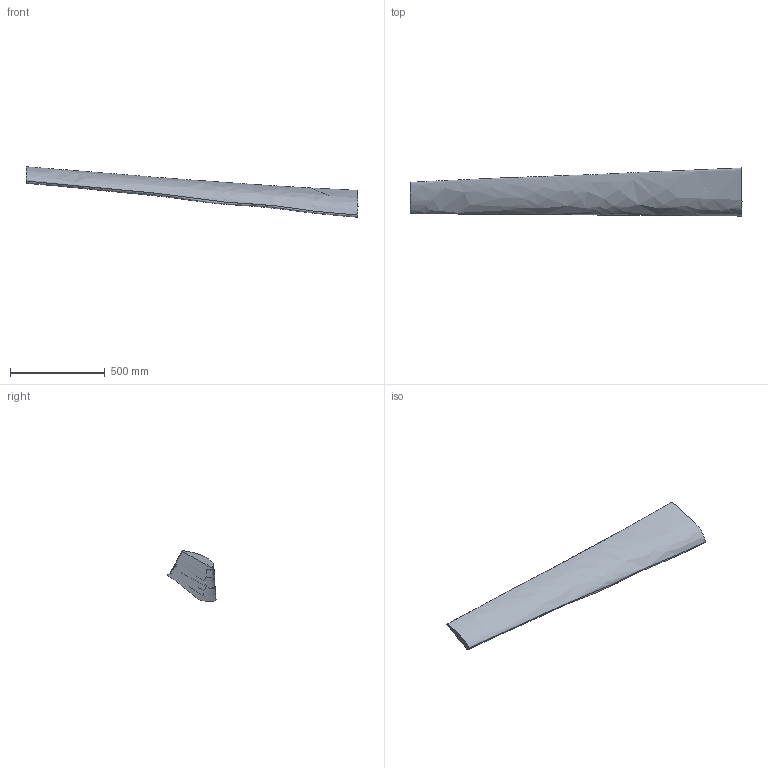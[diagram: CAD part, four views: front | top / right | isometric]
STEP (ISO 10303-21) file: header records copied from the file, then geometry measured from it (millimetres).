
FILE_DESCRIPTION (( 'STEP AP203' ), '1' );
FILE_NAME ('Filled - BLADE.STEP', '2016-06-08T12:38:27', ( 'A' ), ( 'Microsoft' ), 'SwSTEP 2.0', 'SolidWorks 2016', '' );
FILE_SCHEMA (( 'CONFIG_CONTROL_DESIGN' ));
Length unit declared in the file: millimetre
Products named in the file (1): Filled - BLADE
Bounding box: 1750.21 x 253.17 x 265.89 mm (x, y, z)
Volume: 15978434.9 mm3; surface area: 884637.7 mm2
Topology: 1 solids, 1 shells, 4 faces, 6 edges, 4 vertices
Faces by surface type: bspline 4
Entity records: 11285 total; most frequent: CARTESIAN_POINT 11157, ORIENTED_EDGE 12, PERSON_AND_ORGANIZATION 8, EDGE_CURVE 6, B_SPLINE_CURVE_WITH_KNOTS 6, CALENDAR_DATE 5, PERSON_AND_ORGANIZATION_ROLE 5, DATE_AND_TIME 5
